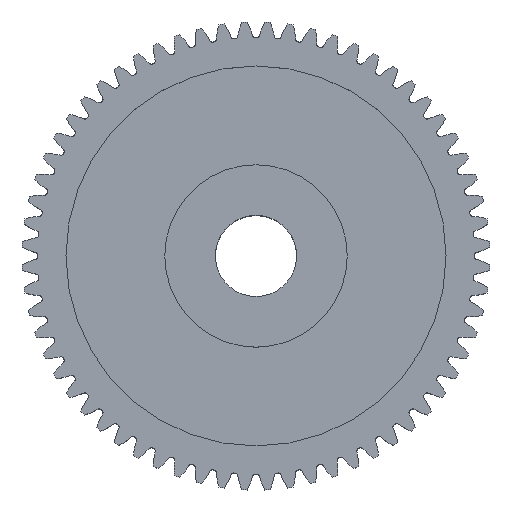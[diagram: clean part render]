
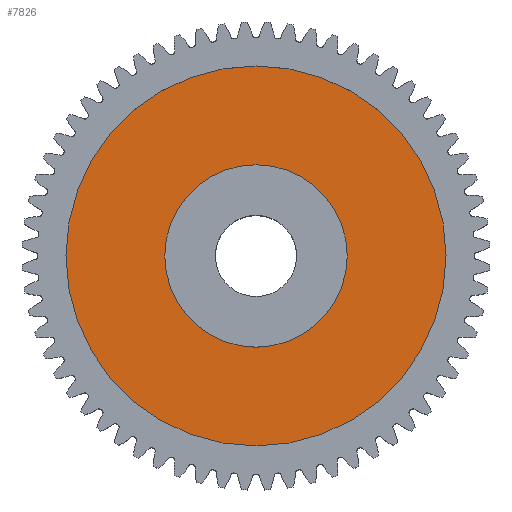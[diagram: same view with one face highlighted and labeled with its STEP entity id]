
A CAD part, top view. The second image highlights one B-rep face of the part: STEP entity #7826.
In plain terms, the highlighted planar face has unit normal (0, 0, 1).
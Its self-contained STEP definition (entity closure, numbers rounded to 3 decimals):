
#3088 = DIRECTION ( 'NONE',  ( -1., 0., 0. ) ) ;
#3089 = DIRECTION ( 'NONE',  ( 0., 0., -1. ) ) ;
#3090 = CARTESIAN_POINT ( 'NONE',  ( 0., 0., 4. ) ) ;
#3091 = AXIS2_PLACEMENT_3D ( 'NONE', #3090, #3089, #3088 ) ;
#3184 = CIRCLE ( 'NONE', #3091, 9. ) ;
#3250 = DIRECTION ( 'NONE',  ( -1., 0., 0. ) ) ;
#3251 = DIRECTION ( 'NONE',  ( 0., 0., -1. ) ) ;
#3252 = CARTESIAN_POINT ( 'NONE',  ( 0., 0., 4. ) ) ;
#3256 = CIRCLE ( 'NONE', #3263, 18.75 ) ;
#3263 = AXIS2_PLACEMENT_3D ( 'NONE', #3252, #3251, #3250 ) ;
#3386 = DIRECTION ( 'NONE',  ( -1., 0., 0. ) ) ;
#3387 = DIRECTION ( 'NONE',  ( 0., 0., -1. ) ) ;
#3388 = CARTESIAN_POINT ( 'NONE',  ( 0., 0., 4. ) ) ;
#3396 = FACE_OUTER_BOUND ( 'NONE', #7600, .T. ) ;
#3415 = PLANE ( 'NONE',  #3477 ) ;
#3472 = FACE_BOUND ( 'NONE', #7593, .T. ) ;
#3477 = AXIS2_PLACEMENT_3D ( 'NONE', #3388, #3387, #3386 ) ;
#3575 = CARTESIAN_POINT ( 'NONE',  ( 9., 0., 4. ) ) ;
#3714 = CARTESIAN_POINT ( 'NONE',  ( 18.75, 0., 4. ) ) ;
#3744 = CARTESIAN_POINT ( 'NONE',  ( -18.75, 0., 4. ) ) ;
#3861 = DIRECTION ( 'NONE',  ( 0., 0., -1. ) ) ;
#3867 = CARTESIAN_POINT ( 'NONE',  ( 0., 0., 4. ) ) ;
#3941 = DIRECTION ( 'NONE',  ( -1., 0., 0. ) ) ;
#3944 = CIRCLE ( 'NONE', #3948, 18.75 ) ;
#3948 = AXIS2_PLACEMENT_3D ( 'NONE', #3867, #3861, #3941 ) ;
#3982 = DIRECTION ( 'NONE',  ( -1., 0., 0. ) ) ;
#3983 = DIRECTION ( 'NONE',  ( 0., 0., -1. ) ) ;
#3984 = AXIS2_PLACEMENT_3D ( 'NONE', #3986, #3983, #3982 ) ;
#3986 = CARTESIAN_POINT ( 'NONE',  ( 0., 0., 4. ) ) ;
#4054 = CARTESIAN_POINT ( 'NONE',  ( -9., 0., 4. ) ) ;
#4064 = CIRCLE ( 'NONE', #3984, 9. ) ;
#7592 = EDGE_CURVE ( 'NONE', #8027, #8029, #3256, .T. ) ;
#7593 = EDGE_LOOP ( 'NONE', ( #7599, #7601 ) ) ;
#7599 = ORIENTED_EDGE ( 'NONE', *, *, #8093, .T. ) ;
#7600 = EDGE_LOOP ( 'NONE', ( #7685, #7634 ) ) ;
#7601 = ORIENTED_EDGE ( 'NONE', *, *, #7648, .T. ) ;
#7634 = ORIENTED_EDGE ( 'NONE', *, *, #8120, .F. ) ;
#7648 = EDGE_CURVE ( 'NONE', #7874, #8066, #3184, .T. ) ;
#7685 = ORIENTED_EDGE ( 'NONE', *, *, #7592, .F. ) ;
#7826 = ADVANCED_FACE ( 'NONE', ( #3472, #3396 ), #3415, .F. ) ;
#7874 = VERTEX_POINT ( 'NONE', #3575 ) ;
#8027 = VERTEX_POINT ( 'NONE', #3744 ) ;
#8029 = VERTEX_POINT ( 'NONE', #3714 ) ;
#8066 = VERTEX_POINT ( 'NONE', #4054 ) ;
#8093 = EDGE_CURVE ( 'NONE', #8066, #7874, #4064, .T. ) ;
#8120 = EDGE_CURVE ( 'NONE', #8029, #8027, #3944, .T. ) ;
